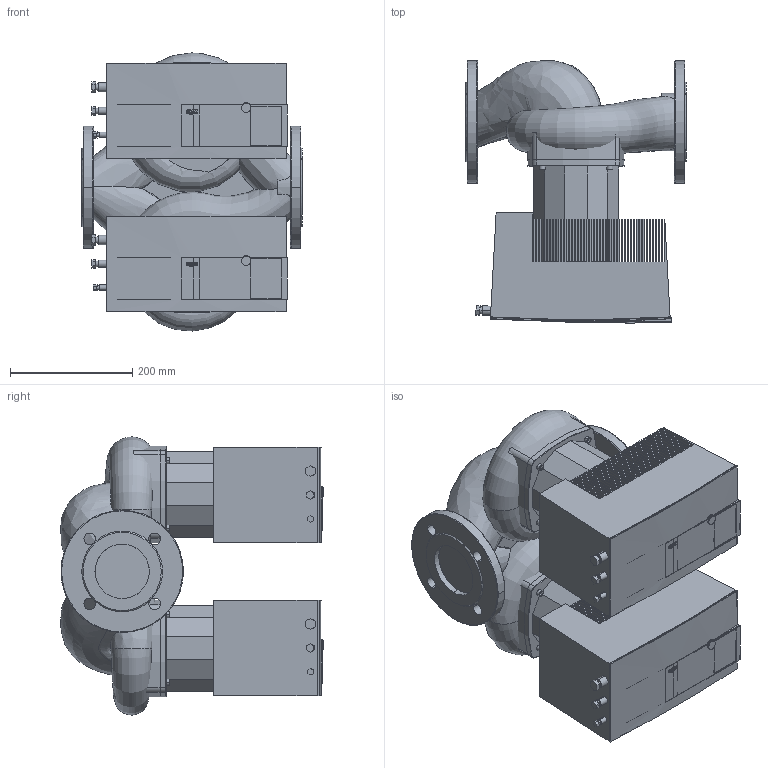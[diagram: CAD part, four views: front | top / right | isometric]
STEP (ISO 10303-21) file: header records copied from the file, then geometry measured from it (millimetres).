
FILE_DESCRIPTION((''),'2;1');
FILE_NAME('3d_Stratos-D80_1-12-2150600.stp','2017-09-28T12:37:57',(''),(''),'Mechanical Desktop 2009','Mechanical Desktop 2009',', , ');
FILE_SCHEMA(('CONFIG_CONTROL_DESIGN'));
Length unit declared in the file: millimetre
Products named in the file (1): Product
Bounding box: 360 x 429.51 x 454.9 mm (x, y, z)
Volume: 29171201.5 mm3; surface area: 3492119.3 mm2
Topology: 31 solids, 31 shells, 903 faces, 2509 edges, 1702 vertices
Faces by surface type: plane 612, bspline 146, cylinder 107, cone 34, torus 4
Full cylindrical faces by diameter (mm): 93.9 x1
Entity records: 45338 total; most frequent: CARTESIAN_POINT 22434, ORIENTED_EDGE 5016, DIRECTION 4205, EDGE_CURVE 2508, VECTOR 1987, LINE 1987, VERTEX_POINT 1702, AXIS2_PLACEMENT_3D 1109
